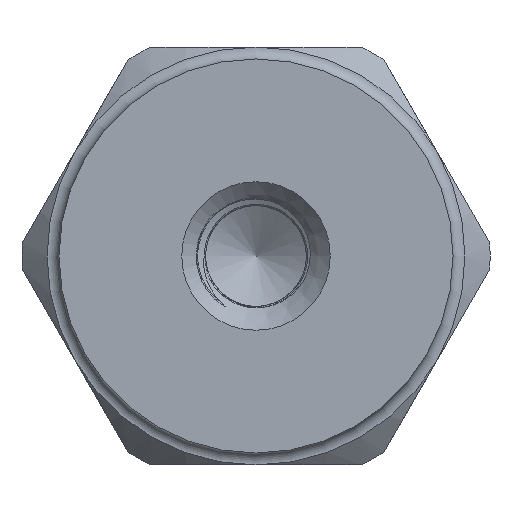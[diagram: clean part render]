
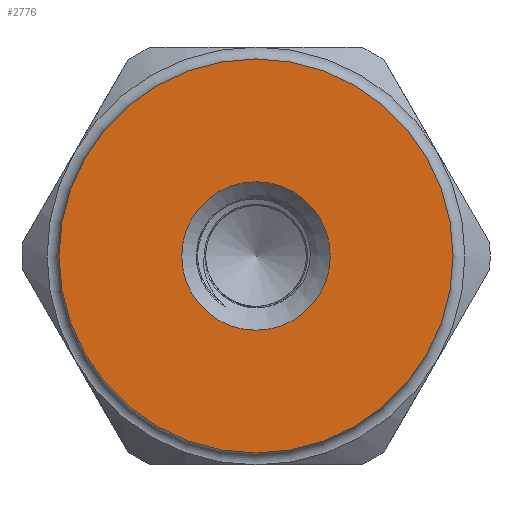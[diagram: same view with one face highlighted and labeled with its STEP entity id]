
A CAD part, front view. The second image highlights one B-rep face of the part: STEP entity #2776.
In plain terms, the highlighted planar face has unit normal (0, -1, 0).
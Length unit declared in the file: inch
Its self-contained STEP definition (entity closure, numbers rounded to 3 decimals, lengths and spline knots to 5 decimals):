
#85=PLANE('',#2988);
#164=FACE_BOUND('',#487,.T.);
#324=FACE_OUTER_BOUND('',#486,.T.);
#486=EDGE_LOOP('',(#1983));
#487=EDGE_LOOP('',(#1984));
#629=CIRCLE('',#2956,0.1555);
#648=CIRCLE('',#2989,0.4125);
#1130=VERTEX_POINT('',#9915);
#1162=VERTEX_POINT('',#10035);
#1425=EDGE_CURVE('',#1130,#1130,#629,.T.);
#1471=EDGE_CURVE('',#1162,#1162,#648,.T.);
#1983=ORIENTED_EDGE('',*,*,#1471,.T.);
#1984=ORIENTED_EDGE('',*,*,#1425,.F.);
#2776=ADVANCED_FACE('',(#324,#164),#85,.F.);
#2956=AXIS2_PLACEMENT_3D('',#9916,#3260,#3261);
#2988=AXIS2_PLACEMENT_3D('',#10034,#3337,#3338);
#2989=AXIS2_PLACEMENT_3D('',#10036,#3339,#3340);
#3260=DIRECTION('center_axis',(0.,-1.,0.));
#3261=DIRECTION('ref_axis',(-1.,0.,0.));
#3337=DIRECTION('center_axis',(0.,1.,0.));
#3338=DIRECTION('ref_axis',(0.,0.,
1.));
#3339=DIRECTION('center_axis',(0.,-1.,0.));
#3340=DIRECTION('ref_axis',(-1.,0.,0.));
#9915=CARTESIAN_POINT('',(0.1555,0.,0.));
#9916=CARTESIAN_POINT('Origin',(0.,0.,0.));
#10034=CARTESIAN_POINT('Origin',(0.,0.,
0.));
#10035=CARTESIAN_POINT('',(0.4125,0.,0.));
#10036=CARTESIAN_POINT('Origin',(0.,0.,0.));
